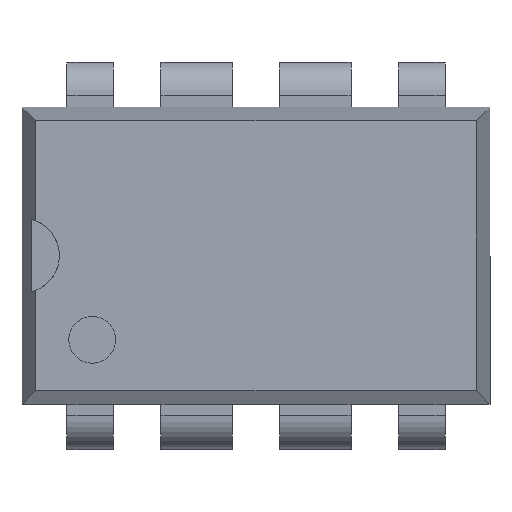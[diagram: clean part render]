
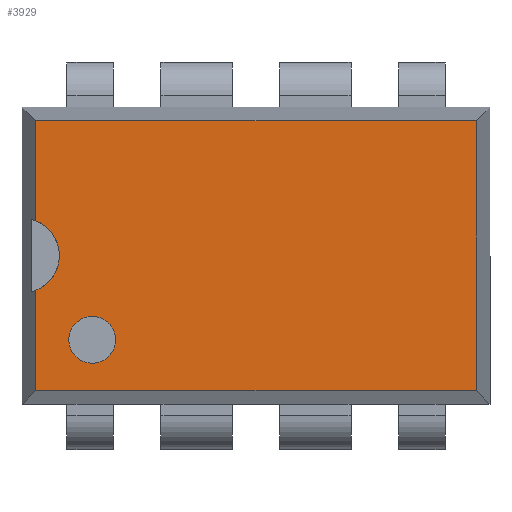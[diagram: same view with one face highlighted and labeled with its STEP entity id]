
A CAD part, top view. The second image highlights one B-rep face of the part: STEP entity #3929.
In plain terms, the highlighted planar face has unit normal (0, 0, 1).
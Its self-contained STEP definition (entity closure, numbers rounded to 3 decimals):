
#20 = CARTESIAN_POINT ( 'NONE',  ( -4.709, -3.175, 5.1 ) ) ;
#58 = CARTESIAN_POINT ( 'NONE',  ( -4.2, 0., 5.1 ) ) ;
#149 = CARTESIAN_POINT ( 'NONE',  ( -5., 2.884, 5.1 ) ) ;
#202 = AXIS2_PLACEMENT_3D ( 'NONE', #1432, #3962, #1792 ) ;
#225 = CARTESIAN_POINT ( 'NONE',  ( 5., -2.884, 5.1 ) ) ;
#377 = VECTOR ( 'NONE', #2596, 1000. ) ;
#380 = AXIS2_PLACEMENT_3D ( 'NONE', #855, #3386, #1216 ) ;
#509 = ORIENTED_EDGE ( 'NONE', *, *, #3685, .T. ) ;
#575 = CARTESIAN_POINT ( 'NONE',  ( -3., -1.8, 5.1 ) ) ;
#597 = DIRECTION ( 'NONE',  ( 1., 0., 0. ) ) ;
#793 = DIRECTION ( 'NONE',  ( 0., 0., 1. ) ) ;
#855 = CARTESIAN_POINT ( 'NONE',  ( -5., 0., 5.1 ) ) ;
#964 = ORIENTED_EDGE ( 'NONE', *, *, #3991, .F. ) ;
#999 = VECTOR ( 'NONE', #4116, 1000. ) ;
#1113 = LINE ( 'NONE', #149, #999 ) ;
#1199 = ORIENTED_EDGE ( 'NONE', *, *, #3350, .T. ) ;
#1216 = DIRECTION ( 'NONE',  ( -1., 0., 0. ) ) ;
#1288 = AXIS2_PLACEMENT_3D ( 'NONE', #2030, #4568, #2403 ) ;
#1337 = LINE ( 'NONE', #4404, #377 ) ;
#1367 = VERTEX_POINT ( 'NONE', #4049 ) ;
#1370 = CIRCLE ( 'NONE', #2874, 0.8 ) ;
#1432 = CARTESIAN_POINT ( 'NONE',  ( -3.5, -1.8, 5.1 ) ) ;
#1516 = VECTOR ( 'NONE', #3166, 1000. ) ;
#1569 = VERTEX_POINT ( 'NONE', #3671 ) ;
#1573 = LINE ( 'NONE', #225, #4466 ) ;
#1779 = VERTEX_POINT ( 'NONE', #2683 ) ;
#1792 = DIRECTION ( 'NONE',  ( 1., 0., 0. ) ) ;
#1918 = CIRCLE ( 'NONE', #380, 0.8 ) ;
#2030 = CARTESIAN_POINT ( 'NONE',  ( -5., -3.175, 5.1 ) ) ;
#2031 = EDGE_CURVE ( 'NONE', #2895, #1779, #4072, .T. ) ;
#2117 = EDGE_CURVE ( 'NONE', #2895, #4606, #1918, .T. ) ;
#2132 = DIRECTION ( 'NONE',  ( 0., 0., 1. ) ) ;
#2188 = DIRECTION ( 'NONE',  ( 0., -1., 0. ) ) ;
#2217 = EDGE_CURVE ( 'NONE', #1569, #4266, #2487, .T. ) ;
#2307 = EDGE_CURVE ( 'NONE', #3878, #4030, #3283, .T. ) ;
#2387 = PLANE ( 'NONE',  #1288 ) ;
#2403 = DIRECTION ( 'NONE',  ( -1., 0., 0. ) ) ;
#2417 = CARTESIAN_POINT ( 'NONE',  ( -4.709, -0.745, 5.1 ) ) ;
#2484 = EDGE_CURVE ( 'NONE', #4606, #4266, #1370, .T. ) ;
#2487 = LINE ( 'NONE', #3512, #1516 ) ;
#2519 = FACE_BOUND ( 'NONE', #2828, .T. ) ;
#2573 = CIRCLE ( 'NONE', #3227, 0.5 ) ;
#2596 = DIRECTION ( 'NONE',  ( 0., 1., 0. ) ) ;
#2683 = CARTESIAN_POINT ( 'NONE',  ( -4.709, -2.884, 5.1 ) ) ;
#2828 = EDGE_LOOP ( 'NONE', ( #3097, #964 ) ) ;
#2874 = AXIS2_PLACEMENT_3D ( 'NONE', #2968, #793, #3325 ) ;
#2887 = CARTESIAN_POINT ( 'NONE',  ( -4., -1.8, 5.1 ) ) ;
#2895 = VERTEX_POINT ( 'NONE', #2417 ) ;
#2946 = ORIENTED_EDGE ( 'NONE', *, *, #2117, .F. ) ;
#2968 = CARTESIAN_POINT ( 'NONE',  ( -5., 0., 5.1 ) ) ;
#2977 = ORIENTED_EDGE ( 'NONE', *, *, #2484, .F. ) ;
#2998 = CARTESIAN_POINT ( 'NONE',  ( 4.709, 2.884, 5.1 ) ) ;
#3097 = ORIENTED_EDGE ( 'NONE', *, *, #2307, .F. ) ;
#3123 = VECTOR ( 'NONE', #2188, 1000. ) ;
#3166 = DIRECTION ( 'NONE',  ( 0., -1., 0. ) ) ;
#3227 = AXIS2_PLACEMENT_3D ( 'NONE', #4304, #2132, #4669 ) ;
#3283 = CIRCLE ( 'NONE', #202, 0.5 ) ;
#3325 = DIRECTION ( 'NONE',  ( -1., 0., 0. ) ) ;
#3350 = EDGE_CURVE ( 'NONE', #4700, #1569, #1113, .T. ) ;
#3386 = DIRECTION ( 'NONE',  ( 0., 0., 1. ) ) ;
#3467 = EDGE_LOOP ( 'NONE', ( #4698, #2977, #2946, #4440, #3511, #509, #1199 ) ) ;
#3511 = ORIENTED_EDGE ( 'NONE', *, *, #3513, .T. ) ;
#3512 = CARTESIAN_POINT ( 'NONE',  ( -4.709, -3.175, 5.1 ) ) ;
#3513 = EDGE_CURVE ( 'NONE', #1779, #1367, #1573, .T. ) ;
#3671 = CARTESIAN_POINT ( 'NONE',  ( -4.709, 2.884, 5.1 ) ) ;
#3685 = EDGE_CURVE ( 'NONE', #1367, #4700, #1337, .T. ) ;
#3878 = VERTEX_POINT ( 'NONE', #575 ) ;
#3929 = ADVANCED_FACE ( 'NONE', ( #2519, #4444 ), #2387, .F. ) ;
#3962 = DIRECTION ( 'NONE',  ( 0., 0., 1. ) ) ;
#3991 = EDGE_CURVE ( 'NONE', #4030, #3878, #2573, .T. ) ;
#4030 = VERTEX_POINT ( 'NONE', #2887 ) ;
#4049 = CARTESIAN_POINT ( 'NONE',  ( 4.709, -2.884, 5.1 ) ) ;
#4072 = LINE ( 'NONE', #20, #3123 ) ;
#4116 = DIRECTION ( 'NONE',  ( -1., 0., 0. ) ) ;
#4167 = CARTESIAN_POINT ( 'NONE',  ( -4.709, 0.745, 5.1 ) ) ;
#4266 = VERTEX_POINT ( 'NONE', #4167 ) ;
#4304 = CARTESIAN_POINT ( 'NONE',  ( -3.5, -1.8, 5.1 ) ) ;
#4404 = CARTESIAN_POINT ( 'NONE',  ( 4.709, 3.175, 5.1 ) ) ;
#4440 = ORIENTED_EDGE ( 'NONE', *, *, #2031, .T. ) ;
#4444 = FACE_OUTER_BOUND ( 'NONE', #3467, .T. ) ;
#4466 = VECTOR ( 'NONE', #597, 1000. ) ;
#4568 = DIRECTION ( 'NONE',  ( 0., 0., -1. ) ) ;
#4606 = VERTEX_POINT ( 'NONE', #58 ) ;
#4669 = DIRECTION ( 'NONE',  ( 1., 0., 0. ) ) ;
#4698 = ORIENTED_EDGE ( 'NONE', *, *, #2217, .T. ) ;
#4700 = VERTEX_POINT ( 'NONE', #2998 ) ;
